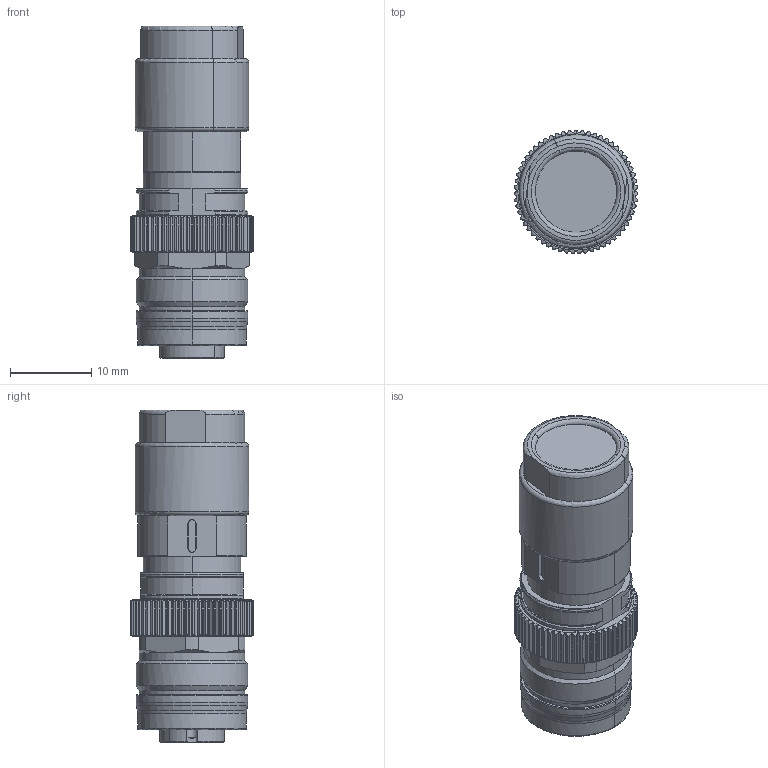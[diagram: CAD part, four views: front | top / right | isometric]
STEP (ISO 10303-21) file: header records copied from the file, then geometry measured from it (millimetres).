
FILE_DESCRIPTION(('CATIA V5 STEP Exchange','CAx-IF Rec.Pracs.--- Model Styling and Organization---1.5--- 2016-08-15','CAx-IF Rec.Pracs.---Supplemental Geometry---1.0---2011-11-01','CAx-IF Rec.Pracs.--- Composite Materials ---1.1---2010-07-15'),'2;1');
FILE_NAME ('1104773-2_2', '2025-11-24T13:07:56+00:00', ('none'), ('Weidmueller'), 'CATIA Version 5-6 Release 2024 SP4', 'CATIA V5 STEP AP214 v3', 'none');
FILE_SCHEMA(('AUTOMOTIVE_DESIGN { 1 0 10303 214 1 1 1 1 }'));
Length unit declared in the file: millimetre
Products named in the file (1): 2664800000
Bounding box: 15.2 x 15.19 x 40.85 mm (x, y, z)
Volume: 5276.1 mm3; surface area: 2901.5 mm2
Topology: 1 solids, 1 shells, 545 faces, 1470 edges, 953 vertices
Faces by surface type: plane 211, cylinder 195, cone 62, torus 46, bspline 31
Entity records: 18569 total; most frequent: CARTESIAN_POINT 5976, ORIENTED_EDGE 2940, DIRECTION 2007, EDGE_CURVE 1470, AXIS2_PLACEMENT_3D 979, VERTEX_POINT 953, EDGE_LOOP 571, ADVANCED_FACE 545
